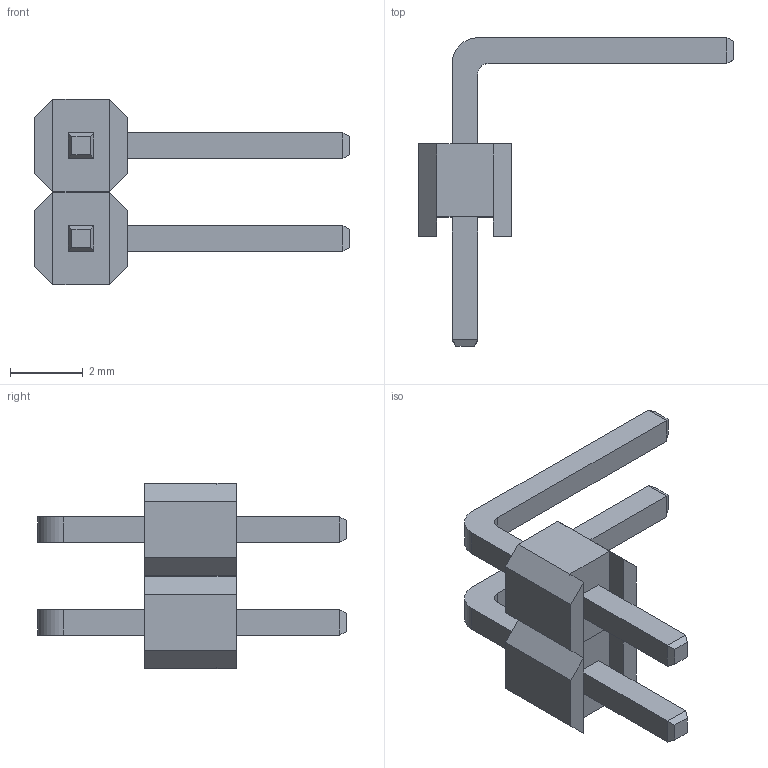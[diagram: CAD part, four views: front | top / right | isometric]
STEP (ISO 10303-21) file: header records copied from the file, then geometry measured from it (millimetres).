
FILE_DESCRIPTION (( 'STEP AP214' ), '1' );
FILE_NAME ('2B04978D-9711-4E7F-A68D-0FD7FAA1948E.STEP', '2023-08-09T10:40:43', ( '' ), ( '' ), 'SwSTEP 2.0', 'SolidWorks 2022', '' );
FILE_SCHEMA (( 'AUTOMOTIVE_DESIGN' ));
Length unit declared in the file: millimetre
Products named in the file (1): 2B04978D-9711-4E7F-A68D-0FD7FAA1948E
Bounding box: 8.62 x 8.45 x 5.08 mm (x, y, z)
Volume: 39 mm3; surface area: 145 mm2
Topology: 2 solids, 2 shells, 72 faces, 168 edges, 104 vertices
Faces by surface type: plane 68, cylinder 4
Entity records: 2339 total; most frequent: CARTESIAN_POINT 345, ORIENTED_EDGE 336, DIRECTION 322, EDGE_CURVE 168, LINE 160, VECTOR 160, VERTEX_POINT 104, AXIS2_PLACEMENT_3D 81
